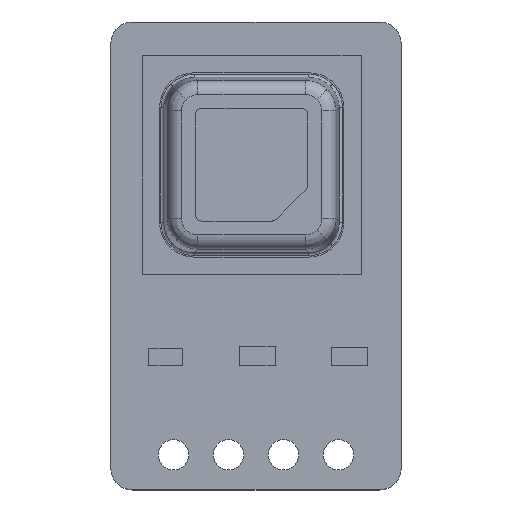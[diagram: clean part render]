
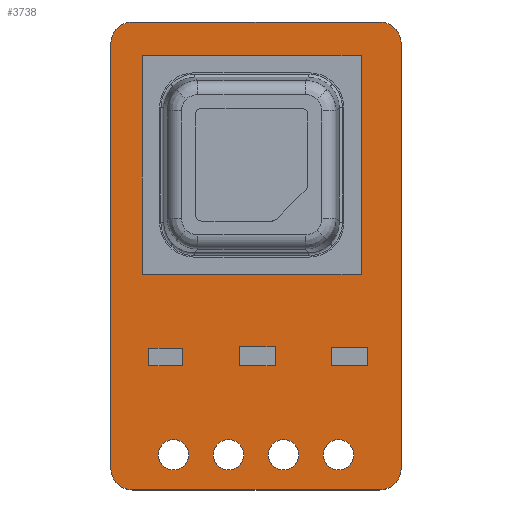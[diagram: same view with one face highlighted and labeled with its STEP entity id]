
A CAD part, top view. The second image highlights one B-rep face of the part: STEP entity #3738.
In plain terms, the highlighted planar face has unit normal (0, 0, 1).
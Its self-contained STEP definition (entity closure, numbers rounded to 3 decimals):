
#83=FACE_BOUND('',#532,.T.);
#84=FACE_BOUND('',#533,.T.);
#85=FACE_BOUND('',#534,.T.);
#86=FACE_BOUND('',#535,.T.);
#120=PLANE('',#4000);
#302=FACE_OUTER_BOUND('',#531,.T.);
#531=EDGE_LOOP('',(#2672,#2673,#2674,#2675,#2676,#2677,#2678,#2679));
#532=EDGE_LOOP('',(#2680));
#533=EDGE_LOOP('',(#2681));
#534=EDGE_LOOP('',(#2682));
#535=EDGE_LOOP('',(#2683));
#783=LINE('',#5364,#1220);
#789=LINE('',#5384,#1226);
#792=LINE('',#5392,#1229);
#794=LINE('',#5398,#1231);
#1220=VECTOR('',#4319,10.);
#1226=VECTOR('',#4339,10.);
#1229=VECTOR('',#4348,10.);
#1231=VECTOR('',#4356,10.);
#1649=CIRCLE('',#3972,0.7);
#1651=CIRCLE('',#3975,0.7);
#1653=CIRCLE('',#3978,0.7);
#1655=CIRCLE('',#3981,0.7);
#1657=CIRCLE('',#3984,1.);
#1662=CIRCLE('',#3992,1.);
#1663=CIRCLE('',#3995,1.);
#1664=CIRCLE('',#3998,1.);
#1719=VERTEX_POINT('',#5327);
#1721=VERTEX_POINT('',#5333);
#1723=VERTEX_POINT('',#5339);
#1725=VERTEX_POINT('',#5345);
#1727=VERTEX_POINT('',#5351);
#1728=VERTEX_POINT('',#5352);
#1732=VERTEX_POINT('',#5362);
#1738=VERTEX_POINT('',#5378);
#1739=VERTEX_POINT('',#5382);
#1740=VERTEX_POINT('',#5386);
#1741=VERTEX_POINT('',#5390);
#1742=VERTEX_POINT('',#5394);
#2073=EDGE_CURVE('',#1719,#1719,#1649,.T.);
#2076=EDGE_CURVE('',#1721,#1721,#1651,.T.);
#2079=EDGE_CURVE('',#1723,#1723,#1653,.T.);
#2082=EDGE_CURVE('',#1725,#1725,#1655,.T.);
#2085=EDGE_CURVE('',#1727,#1728,#1657,.T.);
#2091=EDGE_CURVE('',#1727,#1732,#783,.T.);
#2098=EDGE_CURVE('',#1738,#1732,#1662,.T.);
#2101=EDGE_CURVE('',#1738,#1739,#789,.T.);
#2102=EDGE_CURVE('',#1740,#1739,#1663,.T.);
#2105=EDGE_CURVE('',#1740,#1741,#792,.T.);
#2106=EDGE_CURVE('',#1742,#1741,#1664,.T.);
#2108=EDGE_CURVE('',#1742,#1728,#794,.T.);
#2672=ORIENTED_EDGE('',*,*,#2085,.F.);
#2673=ORIENTED_EDGE('',*,*,#2091,.T.);
#2674=ORIENTED_EDGE('',*,*,#2098,.F.);
#2675=ORIENTED_EDGE('',*,*,#2101,.T.);
#2676=ORIENTED_EDGE('',*,*,#2102,.F.);
#2677=ORIENTED_EDGE('',*,*,#2105,.T.);
#2678=ORIENTED_EDGE('',*,*,#2106,.F.);
#2679=ORIENTED_EDGE('',*,*,#2108,.T.);
#2680=ORIENTED_EDGE('',*,*,#2073,.T.);
#2681=ORIENTED_EDGE('',*,*,#2076,.T.);
#2682=ORIENTED_EDGE('',*,*,#2079,.T.);
#2683=ORIENTED_EDGE('',*,*,#2082,.T.);
#3738=ADVANCED_FACE('',(#302,#83,#84,#85,#86),#120,.T.);
#3972=AXIS2_PLACEMENT_3D('',#5328,#4281,#4282);
#3975=AXIS2_PLACEMENT_3D('',#5334,#4288,#4289);
#3978=AXIS2_PLACEMENT_3D('',#5340,#4295,#4296);
#3981=AXIS2_PLACEMENT_3D('',#5346,#4302,#4303);
#3984=AXIS2_PLACEMENT_3D('',#5353,#4309,#4310);
#3992=AXIS2_PLACEMENT_3D('',#5379,#4333,#4334);
#3995=AXIS2_PLACEMENT_3D('',#5387,#4342,#4343);
#3998=AXIS2_PLACEMENT_3D('',#5395,#4351,#4352);
#4000=AXIS2_PLACEMENT_3D('',#5399,#4357,#4358);
#4281=DIRECTION('center_axis',(0.,0.,-1.));
#4282=DIRECTION('ref_axis',(-1.,0.,0.));
#4288=DIRECTION('center_axis',(0.,0.,-1.));
#4289=DIRECTION('ref_axis',(-1.,0.,0.));
#4295=DIRECTION('center_axis',(0.,0.,-1.));
#4296=DIRECTION('ref_axis',(-1.,0.,0.));
#4302=DIRECTION('center_axis',(0.,0.,-1.));
#4303=DIRECTION('ref_axis',(-1.,0.,0.));
#4309=DIRECTION('center_axis',(0.,0.,-1.));
#4310=DIRECTION('ref_axis',(0.707,0.707,0.));
#4319=DIRECTION('',(-1.,0.,0.));
#4333=DIRECTION('center_axis',(0.,0.,-1.));
#4334=DIRECTION('ref_axis',(-0.707,0.707,0.));
#4339=DIRECTION('',(0.,-1.,0.));
#4342=DIRECTION('center_axis',(0.,0.,-1.));
#4343=DIRECTION('ref_axis',(-0.707,-0.707,0.));
#4348=DIRECTION('',(1.,0.,0.));
#4351=DIRECTION('center_axis',(0.,0.,-1.));
#4352=DIRECTION('ref_axis',(0.707,-0.707,0.));
#4356=DIRECTION('',(0.,1.,0.));
#4357=DIRECTION('center_axis',(0.,0.,1.));
#4358=DIRECTION('ref_axis',(1.,0.,0.));
#5327=CARTESIAN_POINT('',(2.17,-8.977,1.44));
#5328=CARTESIAN_POINT('Origin',(1.47,-8.977,1.44));
#5333=CARTESIAN_POINT('',(-0.37,-8.977,1.44));
#5334=CARTESIAN_POINT('Origin',(-1.07,-8.977,1.44));
#5339=CARTESIAN_POINT('',(4.71,-8.977,1.44));
#5340=CARTESIAN_POINT('Origin',(4.01,-8.977,1.44));
#5345=CARTESIAN_POINT('',(-2.91,-8.977,1.44));
#5346=CARTESIAN_POINT('Origin',(-3.61,-8.977,1.44));
#5351=CARTESIAN_POINT('',(5.9,11.,1.44));
#5352=CARTESIAN_POINT('',(6.9,10.,1.44));
#5353=CARTESIAN_POINT('Origin',(5.9,10.,1.44));
#5362=CARTESIAN_POINT('',(-5.5,11.,1.44));
#5364=CARTESIAN_POINT('',(-6.5,11.,1.44));
#5378=CARTESIAN_POINT('',(-6.5,10.,1.44));
#5379=CARTESIAN_POINT('Origin',(-5.5,10.,1.44));
#5382=CARTESIAN_POINT('',(-6.5,-9.6,1.44));
#5384=CARTESIAN_POINT('',(-6.5,-10.6,1.44));
#5386=CARTESIAN_POINT('',(-5.5,-10.6,1.44));
#5387=CARTESIAN_POINT('Origin',(-5.5,-9.6,1.44));
#5390=CARTESIAN_POINT('',(5.9,-10.6,1.44));
#5392=CARTESIAN_POINT('',(6.9,-10.6,1.44));
#5394=CARTESIAN_POINT('',(6.9,-9.6,1.44));
#5395=CARTESIAN_POINT('Origin',(5.9,-9.6,1.44));
#5398=CARTESIAN_POINT('',(6.9,11.,1.44));
#5399=CARTESIAN_POINT('Origin',(0.2,0.2,1.44));
